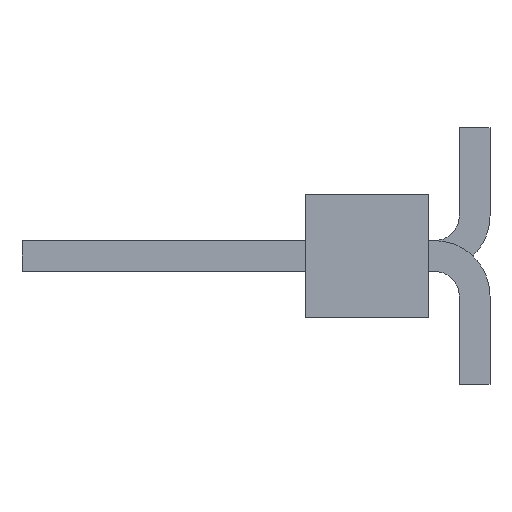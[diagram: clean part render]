
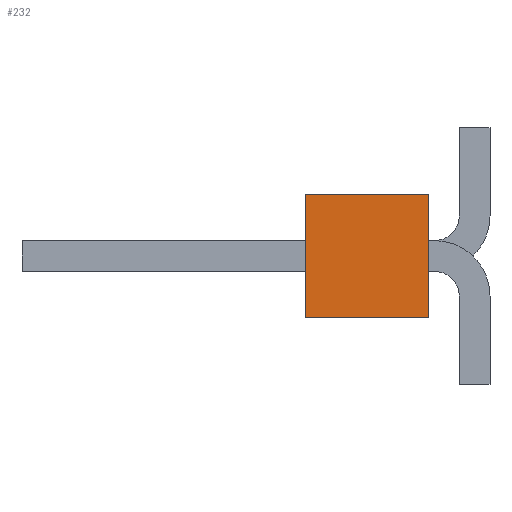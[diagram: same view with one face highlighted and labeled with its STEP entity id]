
A CAD part, left-side view. The second image highlights one B-rep face of the part: STEP entity #232.
In plain terms, the highlighted planar face has unit normal (-1, 0, 0).
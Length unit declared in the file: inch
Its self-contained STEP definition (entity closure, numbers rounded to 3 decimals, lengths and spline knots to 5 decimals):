
#232 = ADVANCED_FACE( '', ( #511 ), #512, .F. );
#511 = FACE_OUTER_BOUND( '', #849, .T. );
#512 = PLANE( '', #850 );
#849 = EDGE_LOOP( '', ( #1398, #1399, #1400, #1401 ) );
#850 = AXIS2_PLACEMENT_3D( '', #1402, #1403, #1404 );
#1398 = ORIENTED_EDGE( '', *, *, #2270, .T. );
#1399 = ORIENTED_EDGE( '', *, *, #2151, .F. );
#1400 = ORIENTED_EDGE( '', *, *, #2090, .F. );
#1401 = ORIENTED_EDGE( '', *, *, #2271, .T. );
#1402 = CARTESIAN_POINT( '', ( -0.2, 0.05, -0.05 ) );
#1403 = DIRECTION( '', ( 1., 0., 0. ) );
#1404 = DIRECTION( '', ( 0., 0., -1. ) );
#2090 = EDGE_CURVE( '', #2500, #2502, #2503, .T. );
#2151 = EDGE_CURVE( '', #2502, #2610, #2611, .T. );
#2270 = EDGE_CURVE( '', #2806, #2610, #2807, .T. );
#2271 = EDGE_CURVE( '', #2500, #2806, #2808, .T. );
#2500 = VERTEX_POINT( '', #3102 );
#2502 = VERTEX_POINT( '', #3105 );
#2503 = LINE( '', #3106, #3107 );
#2610 = VERTEX_POINT( '', #3264 );
#2611 = LINE( '', #3265, #3266 );
#2806 = VERTEX_POINT( '', #3548 );
#2807 = LINE( '', #3549, #3550 );
#2808 = LINE( '', #3551, #3552 );
#3102 = CARTESIAN_POINT( '', ( -0.2, 0.05, -0.05 ) );
#3105 = CARTESIAN_POINT( '', ( -0.2, 0.05, 0.05 ) );
#3106 = CARTESIAN_POINT( '', ( -0.2, 0.05, -0.05 ) );
#3107 = VECTOR( '', #3921, 39.37008 );
#3264 = CARTESIAN_POINT( '', ( -0.2, -0.05, 0.05 ) );
#3265 = CARTESIAN_POINT( '', ( -0.2, 0.05, 0.05 ) );
#3266 = VECTOR( '', #3978, 39.37008 );
#3548 = CARTESIAN_POINT( '', ( -0.2, -0.05, -0.05 ) );
#3549 = CARTESIAN_POINT( '', ( -0.2, -0.05, -0.05 ) );
#3550 = VECTOR( '', #4090, 39.37008 );
#3551 = CARTESIAN_POINT( '', ( -0.2, 0.05, -0.05 ) );
#3552 = VECTOR( '', #4091, 39.37008 );
#3921 = DIRECTION( '', ( 0., 0., 1. ) );
#3978 = DIRECTION( '', ( 0., -1., 0. ) );
#4090 = DIRECTION( '', ( 0., 0., 1. ) );
#4091 = DIRECTION( '', ( 0., -1., 0. ) );
